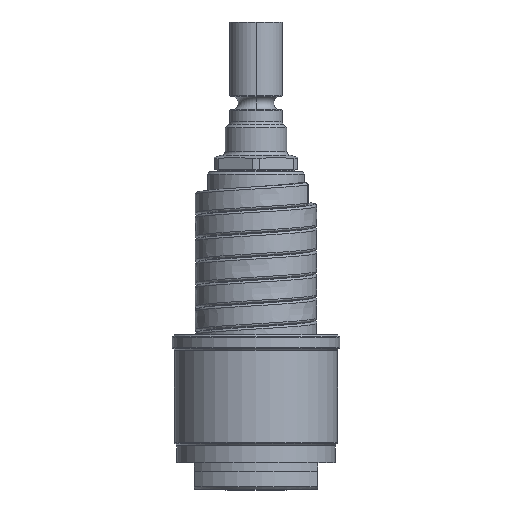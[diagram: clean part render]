
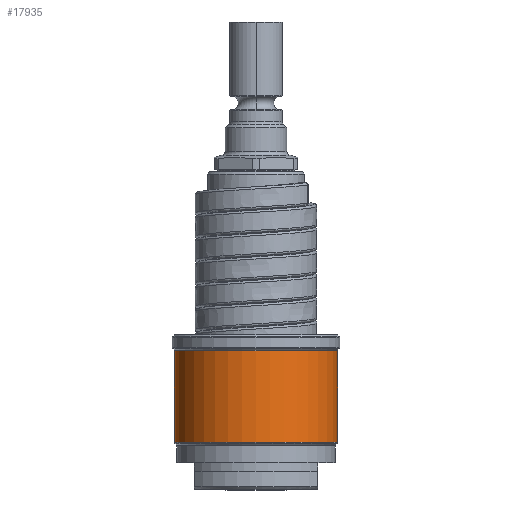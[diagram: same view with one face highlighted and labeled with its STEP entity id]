
A CAD part, front view. The second image highlights one B-rep face of the part: STEP entity #17935.
In plain terms, the highlighted cylindrical face has radius 18.5 mm (diameter 37 mm), a partial arc.
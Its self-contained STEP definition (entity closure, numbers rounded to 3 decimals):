
#6554=CARTESIAN_POINT('',(0.,0.,10.583));
#6555=DIRECTION('',(0.,0.,1.));
#6556=DIRECTION('',(-1.,0.,0.));
#6557=AXIS2_PLACEMENT_3D('',#6554,#6555,#6556);
#6559=DIRECTION('',(0.,0.,-1.));
#6560=VECTOR('',#6559,20.834);
#6561=CARTESIAN_POINT('',(-18.5,0.,31.417));
#6562=LINE('',#6561,#6560);
#6563=CARTESIAN_POINT('',(0.,0.,31.417));
#6564=DIRECTION('',(0.,0.,1.));
#6565=DIRECTION('',(-1.,0.,0.));
#6566=AXIS2_PLACEMENT_3D('',#6563,#6564,#6565);
#6568=DIRECTION('',(0.,0.,-1.));
#6569=VECTOR('',#6568,20.834);
#6570=CARTESIAN_POINT('',(18.5,0.,31.417));
#6571=LINE('',#6570,#6569);
#6906=CARTESIAN_POINT('',(18.5,0.,31.417));
#6907=CARTESIAN_POINT('',(-18.5,0.,31.417));
#6908=VERTEX_POINT('',#6906);
#6909=VERTEX_POINT('',#6907);
#6932=CARTESIAN_POINT('',(18.5,0.,10.583));
#6933=VERTEX_POINT('',#6932);
#6934=CARTESIAN_POINT('',(-18.5,0.,10.583));
#6935=VERTEX_POINT('',#6934);
#17923=CARTESIAN_POINT('',(0.,0.,8.75));
#17924=DIRECTION('',(0.,0.,1.));
#17925=DIRECTION('',(-1.,0.,0.));
#17926=AXIS2_PLACEMENT_3D('',#17923,#17924,#17925);
#17927=CYLINDRICAL_SURFACE('',#17926,18.5);
#17928=ORIENTED_EDGE('',*,*,#15420,.F.);
#17929=ORIENTED_EDGE('',*,*,#15401,.F.);
#17931=ORIENTED_EDGE('',*,*,#17930,.T.);
#17932=ORIENTED_EDGE('',*,*,#15397,.T.);
#17933=EDGE_LOOP('',(#17928,#17929,#17931,#17932));
#17934=FACE_OUTER_BOUND('',#17933,.F.);
#6558=CIRCLE('',#6557,18.5);
#6567=CIRCLE('',#6566,18.5);
#15397=EDGE_CURVE('',#6908,#6933,#6571,.T.);
#15401=EDGE_CURVE('',#6909,#6935,#6562,.T.);
#15420=EDGE_CURVE('',#6935,#6933,#6558,.T.);
#17930=EDGE_CURVE('',#6909,#6908,#6567,.T.);
#17935=ADVANCED_FACE('',(#17934),#17927,.T.);
